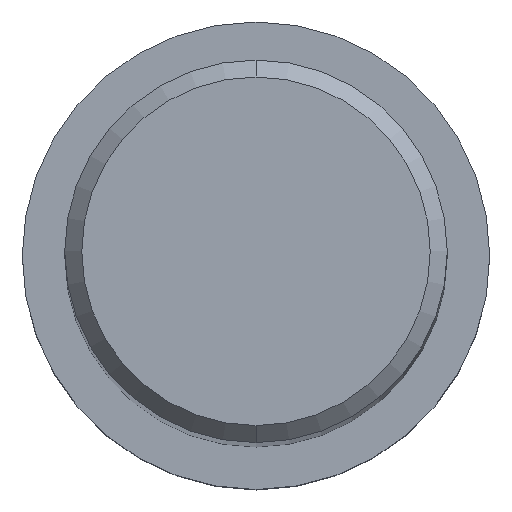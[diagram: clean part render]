
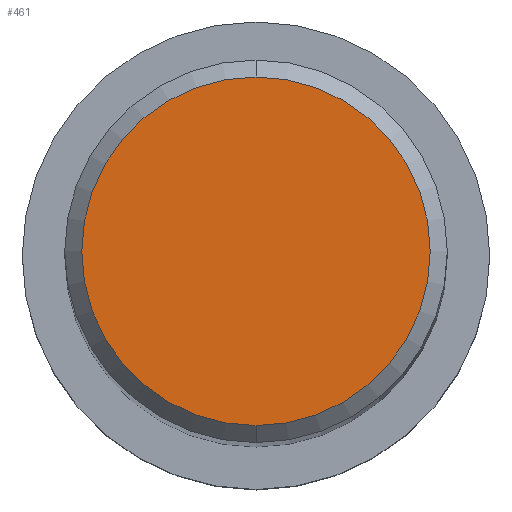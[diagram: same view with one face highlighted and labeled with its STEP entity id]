
A CAD part, top view. The second image highlights one B-rep face of the part: STEP entity #461.
In plain terms, the highlighted planar face has unit normal (0, 0, 1).
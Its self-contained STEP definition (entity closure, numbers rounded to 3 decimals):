
#291=EDGE_CURVE('',#295,#457,#638,.T.);
#295=VERTEX_POINT('',#642);
#325=EDGE_CURVE('',#457,#295,#677,.T.);
#457=VERTEX_POINT('',#822);
#461=ADVANCED_FACE('',(#826),#827,.T.);
#638=CIRCLE('',#1128,8.2);
#642=CARTESIAN_POINT('',(0.,-8.2,0.0));
#677=CIRCLE('',#1200,8.2);
#822=CARTESIAN_POINT('',(0.0,8.2,0.0));
#826=FACE_OUTER_BOUND('',#1533,.T.);
#827=PLANE('',#1534);
#1128=AXIS2_PLACEMENT_3D('',#1729,#1730,#1731);
#1200=AXIS2_PLACEMENT_3D('',#1802,#1803,#1804);
#1533=EDGE_LOOP('',(#1962,#1963));
#1534=AXIS2_PLACEMENT_3D('',#1964,#1965,#1966);
#1729=CARTESIAN_POINT('',(0.0,0.0,0.0));
#1730=DIRECTION('',(0.0,0.0,-1.0));
#1731=DIRECTION('',(0.0,1.0,0.0));
#1802=CARTESIAN_POINT('',(0.0,0.0,0.0));
#1803=DIRECTION('',(0.0,0.0,-1.0));
#1804=DIRECTION('',(0.0,1.0,0.0));
#1962=ORIENTED_EDGE('',*,*,#325,.F.);
#1963=ORIENTED_EDGE('',*,*,#291,.F.);
#1964=CARTESIAN_POINT('',(0.0,4.1,0.0));
#1965=DIRECTION('',(-0.0,0.0,1.0));
#1966=DIRECTION('',(0.0,-1.0,0.0));
